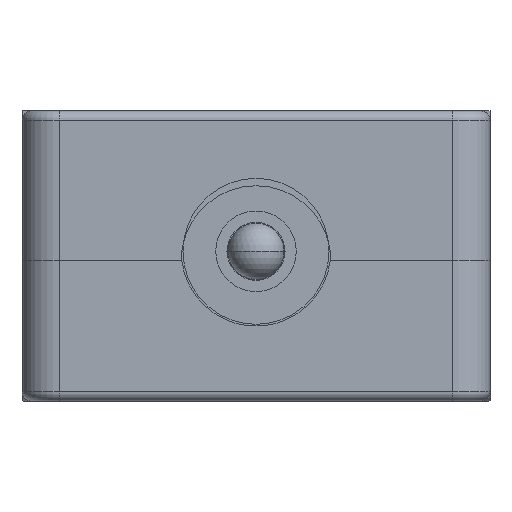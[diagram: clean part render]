
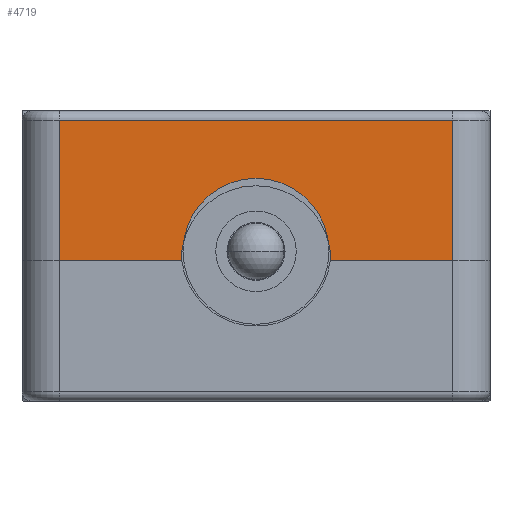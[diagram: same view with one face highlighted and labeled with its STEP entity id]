
A CAD part, front view. The second image highlights one B-rep face of the part: STEP entity #4719.
In plain terms, the highlighted face is planar.
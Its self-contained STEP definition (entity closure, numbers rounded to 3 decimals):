
#145 = ORIENTED_EDGE ( 'NONE', *, *, #801, .F. ) ;
#147 = CARTESIAN_POINT ( 'NONE',  ( -12.5, 0., -20.3 ) ) ;
#166 = VECTOR ( 'NONE', #7322, 1000. ) ;
#276 = DIRECTION ( 'NONE',  ( 1., 0., 0. ) ) ;
#329 = ORIENTED_EDGE ( 'NONE', *, *, #425, .T. ) ;
#425 = EDGE_CURVE ( 'NONE', #6492, #892, #2968, .T. ) ;
#500 = CARTESIAN_POINT ( 'NONE',  ( 0., 0., -20.3 ) ) ;
#700 = VERTEX_POINT ( 'NONE', #3795 ) ;
#801 = EDGE_CURVE ( 'NONE', #7073, #4704, #8540, .T. ) ;
#892 = VERTEX_POINT ( 'NONE', #1982 ) ;
#1337 = DIRECTION ( 'NONE',  ( 0., 0., -1. ) ) ;
#1857 = CARTESIAN_POINT ( 'NONE',  ( 4., 0., -20.3 ) ) ;
#1874 = EDGE_CURVE ( 'NONE', #700, #4704, #5954, .T. ) ;
#1921 = CARTESIAN_POINT ( 'NONE',  ( -4., 0., -20.3 ) ) ;
#1935 = AXIS2_PLACEMENT_3D ( 'NONE', #5878, #2515, #7901 ) ;
#1981 = CARTESIAN_POINT ( 'NONE',  ( 10.5, 0., -20.3 ) ) ;
#1982 = CARTESIAN_POINT ( 'NONE',  ( -10.5, 7.5, -20.3 ) ) ;
#2392 = PLANE ( 'NONE',  #5144 ) ;
#2500 = ORIENTED_EDGE ( 'NONE', *, *, #6271, .F. ) ;
#2515 = DIRECTION ( 'NONE',  ( 0., 0., -1. ) ) ;
#2968 = LINE ( 'NONE', #4512, #5662 ) ;
#3208 = CIRCLE ( 'NONE', #5479, 4. ) ;
#3340 = ORIENTED_EDGE ( 'NONE', *, *, #1874, .T. ) ;
#3629 = LINE ( 'NONE', #147, #6238 ) ;
#3795 = CARTESIAN_POINT ( 'NONE',  ( 10.5, 7.5, -20.3 ) ) ;
#3859 = DIRECTION ( 'NONE',  ( 1., 0., 0. ) ) ;
#3861 = CARTESIAN_POINT ( 'NONE',  ( 10.5, 0., -20.3 ) ) ;
#3935 = VECTOR ( 'NONE', #3859, 1000. ) ;
#3980 = CARTESIAN_POINT ( 'NONE',  ( -12.5, 0., -20.3 ) ) ;
#4512 = CARTESIAN_POINT ( 'NONE',  ( -10.5, 8., -20.3 ) ) ;
#4529 = LINE ( 'NONE', #8659, #3935 ) ;
#4704 = VERTEX_POINT ( 'NONE', #1981 ) ;
#4719 = ADVANCED_FACE ( 'NONE', ( #8423 ), #2392, .T. ) ;
#5097 = DIRECTION ( 'NONE',  ( 0., 0., -1. ) ) ;
#5144 = AXIS2_PLACEMENT_3D ( 'NONE', #6456, #5097, #7778 ) ;
#5279 = DIRECTION ( 'NONE',  ( 0., -1., 0. ) ) ;
#5402 = ORIENTED_EDGE ( 'NONE', *, *, #6763, .T. ) ;
#5479 = AXIS2_PLACEMENT_3D ( 'NONE', #500, #1337, #5941 ) ;
#5662 = VECTOR ( 'NONE', #7203, 1000. ) ;
#5871 = ORIENTED_EDGE ( 'NONE', *, *, #7071, .F. ) ;
#5878 = CARTESIAN_POINT ( 'NONE',  ( 0., 0., -20.3 ) ) ;
#5941 = DIRECTION ( 'NONE',  ( 0., 1., 0. ) ) ;
#5954 = LINE ( 'NONE', #3861, #7746 ) ;
#6238 = VECTOR ( 'NONE', #276, 1000. ) ;
#6271 = EDGE_CURVE ( 'NONE', #6492, #8648, #3629, .T. ) ;
#6449 = EDGE_LOOP ( 'NONE', ( #2500, #329, #5402, #3340, #145, #5871, #7550 ) ) ;
#6456 = CARTESIAN_POINT ( 'NONE',  ( -12.5, 8., -20.3 ) ) ;
#6492 = VERTEX_POINT ( 'NONE', #7981 ) ;
#6745 = CIRCLE ( 'NONE', #1935, 4. ) ;
#6763 = EDGE_CURVE ( 'NONE', #892, #700, #4529, .T. ) ;
#7071 = EDGE_CURVE ( 'NONE', #7077, #7073, #6745, .T. ) ;
#7073 = VERTEX_POINT ( 'NONE', #1857 ) ;
#7077 = VERTEX_POINT ( 'NONE', #7287 ) ;
#7203 = DIRECTION ( 'NONE',  ( 0., 1., 0. ) ) ;
#7287 = CARTESIAN_POINT ( 'NONE',  ( 0., 4., -20.3 ) ) ;
#7322 = DIRECTION ( 'NONE',  ( 1., 0., 0. ) ) ;
#7503 = EDGE_CURVE ( 'NONE', #8648, #7077, #3208, .T. ) ;
#7550 = ORIENTED_EDGE ( 'NONE', *, *, #7503, .F. ) ;
#7746 = VECTOR ( 'NONE', #5279, 1000. ) ;
#7778 = DIRECTION ( 'NONE',  ( -1., 0., 0. ) ) ;
#7901 = DIRECTION ( 'NONE',  ( 0., 1., 0. ) ) ;
#7981 = CARTESIAN_POINT ( 'NONE',  ( -10.5, 0., -20.3 ) ) ;
#8423 = FACE_OUTER_BOUND ( 'NONE', #6449, .T. ) ;
#8540 = LINE ( 'NONE', #3980, #166 ) ;
#8648 = VERTEX_POINT ( 'NONE', #1921 ) ;
#8659 = CARTESIAN_POINT ( 'NONE',  ( -12.5, 7.5, -20.3 ) ) ;
